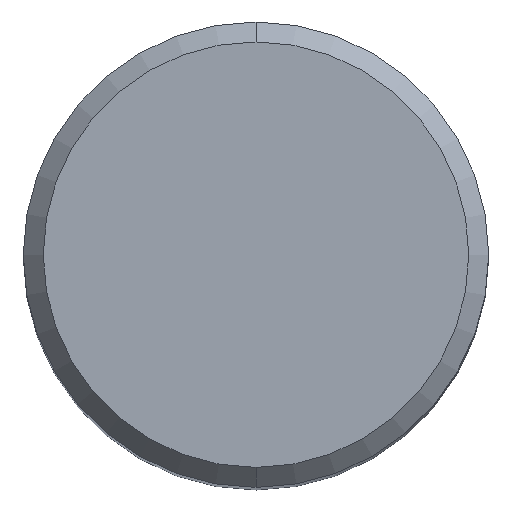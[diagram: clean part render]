
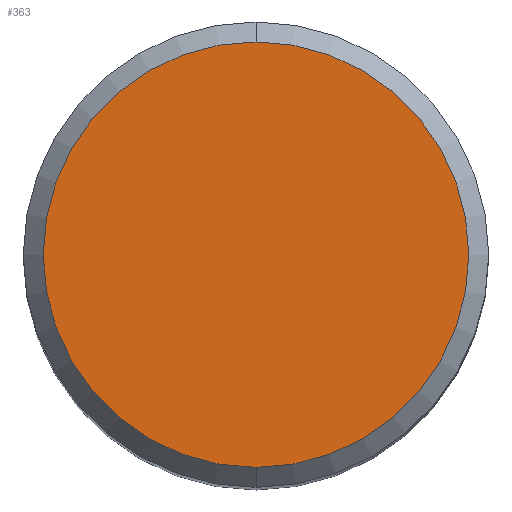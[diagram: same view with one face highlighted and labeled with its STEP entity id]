
A CAD part, top view. The second image highlights one B-rep face of the part: STEP entity #363.
In plain terms, the highlighted planar face has unit normal (0, 0, 1).
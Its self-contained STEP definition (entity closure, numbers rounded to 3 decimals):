
#353=VERTEX_POINT('',#874);
#363=ADVANCED_FACE('',(#886),#887,.T.);
#483=VERTEX_POINT('',#1020);
#577=EDGE_CURVE('',#483,#353,#1119,.T.);
#697=EDGE_CURVE('',#353,#483,#1247,.T.);
#874=CARTESIAN_POINT('',(0.,-6.4,0.0));
#886=FACE_OUTER_BOUND('',#1880,.T.);
#887=PLANE('',#1881);
#1020=CARTESIAN_POINT('',(0.0,6.4,0.0));
#1119=CIRCLE('',#3923,6.4);
#1247=CIRCLE('',#5193,6.4);
#1880=EDGE_LOOP('',(#5458,#5459));
#1881=AXIS2_PLACEMENT_3D('',#5460,#5461,#5462);
#3923=AXIS2_PLACEMENT_3D('',#5709,#5710,#5711);
#5193=AXIS2_PLACEMENT_3D('',#5836,#5837,#5838);
#5458=ORIENTED_EDGE('',*,*,#577,.F.);
#5459=ORIENTED_EDGE('',*,*,#697,.F.);
#5460=CARTESIAN_POINT('',(0.0,3.2,0.0));
#5461=DIRECTION('',(-0.0,0.0,1.0));
#5462=DIRECTION('',(0.0,-1.0,0.0));
#5709=CARTESIAN_POINT('',(0.0,0.0,0.0));
#5710=DIRECTION('',(0.0,0.0,-1.0));
#5711=DIRECTION('',(0.0,1.0,0.0));
#5836=CARTESIAN_POINT('',(0.0,0.0,0.0));
#5837=DIRECTION('',(0.0,0.0,-1.0));
#5838=DIRECTION('',(0.0,1.0,0.0));
